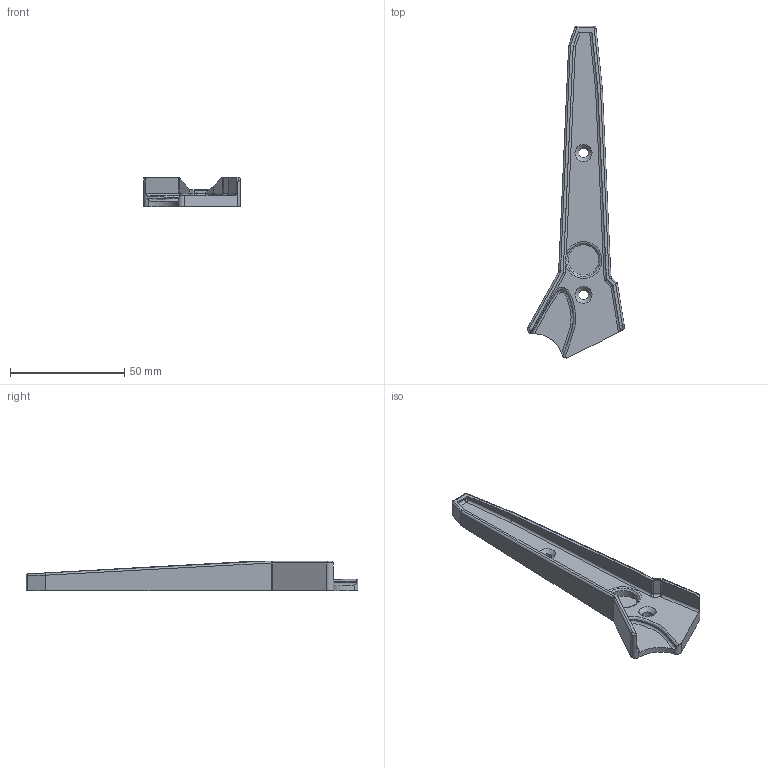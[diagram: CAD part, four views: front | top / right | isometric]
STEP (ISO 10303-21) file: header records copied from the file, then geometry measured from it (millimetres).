
FILE_DESCRIPTION(/* description */ ('STEP AP242','CAx-IF Rec.Pracs.---Representation and Presentation of Product Manufacturing Information (PMI)---4.0---2014-10-13','CAx-IF Rec.Pracs.---3D Tessellated Geometry---0.4---2014-09-14','2;1'),/* implementation_level */ '2;1');
FILE_NAME(/* name */ '67ffc58930b2af5f60148c81',/* time_stamp */ '2025-04-16T14:58:18Z',/* author */ (''),/* organization */ (''),/* preprocessor_version */ 'ST-DEVELOPER v20',/* originating_system */ 'ONSHAPE BY PTC INC, 1.196',/* authorisation */ ' ');
FILE_SCHEMA (('AP242_MANAGED_MODEL_BASED_3D_ENGINEERING_MIM_LF { 1 0 10303 442 1 1 4 }'));
Length unit declared in the file: metre
Products named in the file (1): Part 1
Bounding box: 42.33 x 145.31 x 13 mm (x, y, z)
Volume: 15716.4 mm3; surface area: 11192.6 mm2
Topology: 1 solids, 1 shells, 97 faces, 243 edges, 142 vertices
Faces by surface type: cylinder 40, plane 30, bspline 12, torus 7, sphere 5, cone 3
Full cylindrical faces by diameter (mm): 4.2 x2, 13.287 x1
Entity records: 3214 total; most frequent: CARTESIAN_POINT 953, DIRECTION 482, ORIENTED_EDGE 458, EDGE_CURVE 229, AXIS2_PLACEMENT_3D 185, VERTEX_POINT 141, LINE 112, VECTOR 112
